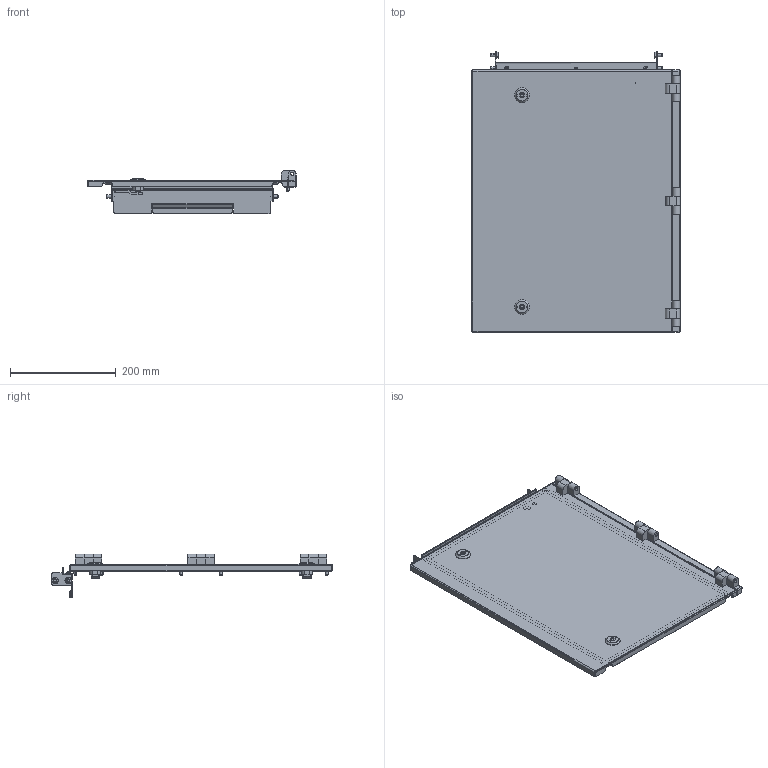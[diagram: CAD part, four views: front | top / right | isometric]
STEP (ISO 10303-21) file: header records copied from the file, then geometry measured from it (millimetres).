
FILE_DESCRIPTION (( 'STEP AP214' ), '1' );
FILE_NAME ('YKM40D-FO-DMS-050-040-54 FORMAT Äâåðü ìåòàëëè÷åñêàÿ ÷àñòè÷íàÿ 500õ400ìì IP54 IEK.STEP', '2022-05-30T08:39:39', ( '' ), ( '' ), 'SwSTEP 2.0', 'SolidWorks 2017', '' );
FILE_SCHEMA (( 'AUTOMOTIVE_DESIGN' ));
Length unit declared in the file: millimetre
Products named in the file (1): YKM40D-FO-DMS-050-040-54 FORMAT Äâåðü ìåòàëëè÷åñêàÿ ÷àñòè÷íàÿ 500õ400ìì IP54 IEK
Bounding box: 394 x 530.5 x 82.1 mm (x, y, z)
Volume: 506788.1 mm3; surface area: 612844.4 mm2
Topology: 40 solids, 40 shells, 1360 faces, 3441 edges, 2181 vertices
Faces by surface type: plane 644, cylinder 468, cone 150, bspline 72, sphere 22, torus 4
Entity records: 58982 total; most frequent: CARTESIAN_POINT 10865, DIRECTION 6861, ORIENTED_EDGE 6838, EDGE_CURVE 3419, AXIS2_PLACEMENT_3D 2619, VERTEX_POINT 2181, LINE 1623, VECTOR 1623
